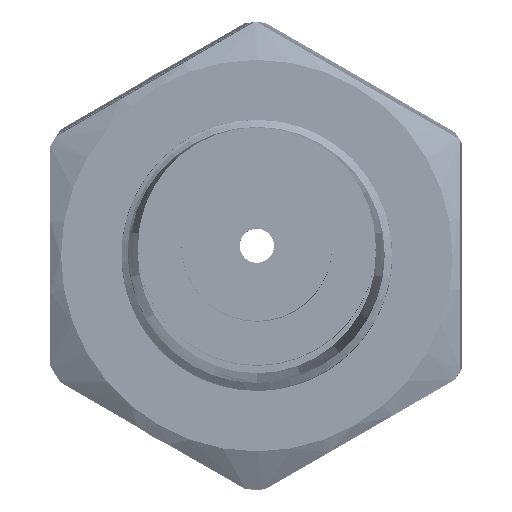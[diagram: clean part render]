
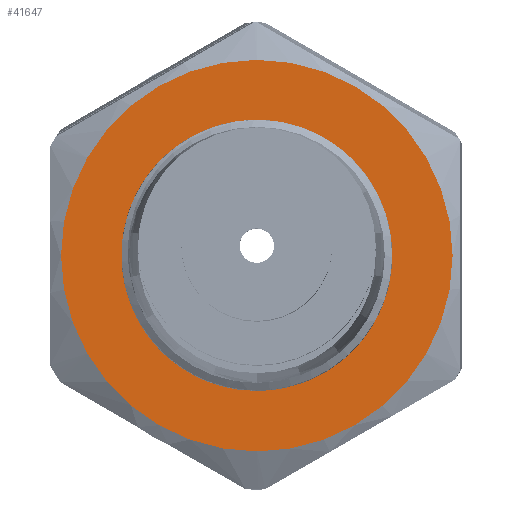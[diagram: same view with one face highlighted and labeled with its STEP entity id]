
A CAD part, top view. The second image highlights one B-rep face of the part: STEP entity #41647.
In plain terms, the highlighted face is planar.
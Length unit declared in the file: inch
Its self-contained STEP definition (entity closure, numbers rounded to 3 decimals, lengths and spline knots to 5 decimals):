
#40627=CARTESIAN_POINT('',(0.00378,0.19753,0.));
#40628=DIRECTION('',(0.019,1.,0.));
#40629=DIRECTION('',(1.,-0.019,0.));
#40630=AXIS2_PLACEMENT_3D('',#40627,#40628,#40629);
#40632=CARTESIAN_POINT('',(0.00378,0.19753,0.));
#40633=DIRECTION('',(0.019,1.,0.));
#40634=DIRECTION('',(-1.,0.019,0.));
#40635=AXIS2_PLACEMENT_3D('',#40632,#40633,#40634);
#40641=CARTESIAN_POINT('',(0.00378,0.19753,0.));
#40642=DIRECTION('',(0.019,1.,0.));
#40643=DIRECTION('',(-1.,0.019,0.));
#40644=AXIS2_PLACEMENT_3D('',#40641,#40642,#40643);
#40646=CARTESIAN_POINT('',(0.00378,0.19753,0.));
#40647=DIRECTION('',(0.019,1.,0.));
#40648=DIRECTION('',(1.,-0.019,0.));
#40649=AXIS2_PLACEMENT_3D('',#40646,#40647,#40648);
#41180=CARTESIAN_POINT('',(-0.23491,0.20209,0.));
#41181=CARTESIAN_POINT('',(0.24247,0.19296,0.));
#41182=VERTEX_POINT('',#41180);
#41183=VERTEX_POINT('',#41181);
#41184=CARTESIAN_POINT('',(0.136,0.195,0.));
#41185=CARTESIAN_POINT('',(-0.12844,0.20006,0.));
#41186=VERTEX_POINT('',#41184);
#41187=VERTEX_POINT('',#41185);
#41632=CARTESIAN_POINT('',(0.136,0.195,0.));
#41633=DIRECTION('',(0.019,1.,0.));
#41634=DIRECTION('',(-1.,0.019,0.));
#41635=AXIS2_PLACEMENT_3D('',#41632,#41633,#41634);
#41636=PLANE('',#41635);
#41637=ORIENTED_EDGE('',*,*,#41610,.F.);
#41638=ORIENTED_EDGE('',*,*,#41600,.F.);
#41639=EDGE_LOOP('',(#41637,#41638));
#41640=FACE_OUTER_BOUND('',#41639,.F.);
#41642=ORIENTED_EDGE('',*,*,#41641,.T.);
#41644=ORIENTED_EDGE('',*,*,#41643,.T.);
#41645=EDGE_LOOP('',(#41642,#41644));
#41646=FACE_BOUND('',#41645,.F.);
#41647=ADVANCED_FACE('',(#41640,#41646),#41636,.T.);
#40631=CIRCLE('',#40630,0.23873);
#40636=CIRCLE('',#40635,0.23873);
#40645=CIRCLE('',#40644,0.13225);
#40650=CIRCLE('',#40649,0.13225);
#41600=EDGE_CURVE('',#41183,#41182,#40631,.T.);
#41610=EDGE_CURVE('',#41182,#41183,#40636,.T.);
#41641=EDGE_CURVE('',#41187,#41186,#40645,.T.);
#41643=EDGE_CURVE('',#41186,#41187,#40650,.T.);
